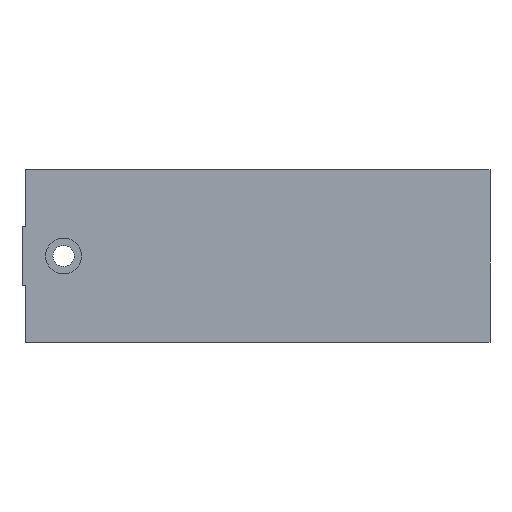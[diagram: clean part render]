
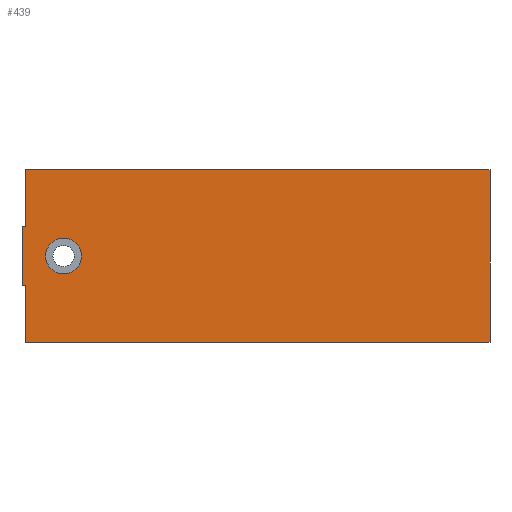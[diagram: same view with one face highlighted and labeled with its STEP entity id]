
A CAD part, top view. The second image highlights one B-rep face of the part: STEP entity #439.
In plain terms, the highlighted planar face has unit normal (0, 0, 1).
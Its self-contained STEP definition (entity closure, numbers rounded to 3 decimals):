
#22=CIRCLE('',#478,2.921);
#80=ORIENTED_EDGE('',*,*,#181,.T.);
#81=ORIENTED_EDGE('',*,*,#166,.F.);
#82=ORIENTED_EDGE('',*,*,#164,.F.);
#83=ORIENTED_EDGE('',*,*,#182,.T.);
#84=ORIENTED_EDGE('',*,*,#180,.F.);
#85=ORIENTED_EDGE('',*,*,#174,.F.);
#86=ORIENTED_EDGE('',*,*,#172,.F.);
#87=ORIENTED_EDGE('',*,*,#170,.F.);
#88=ORIENTED_EDGE('',*,*,#168,.F.);
#164=EDGE_CURVE('',#218,#219,#260,.T.);
#166=EDGE_CURVE('',#219,#220,#262,.T.);
#168=EDGE_CURVE('',#220,#221,#264,.T.);
#170=EDGE_CURVE('',#221,#222,#266,.T.);
#172=EDGE_CURVE('',#222,#223,#268,.T.);
#174=EDGE_CURVE('',#223,#224,#270,.T.);
#180=EDGE_CURVE('',#224,#226,#276,.T.);
#181=EDGE_CURVE('',#229,#229,#22,.T.);
#182=EDGE_CURVE('',#218,#226,#277,.T.);
#218=VERTEX_POINT('',#655);
#219=VERTEX_POINT('',#657);
#220=VERTEX_POINT('',#661);
#221=VERTEX_POINT('',#665);
#222=VERTEX_POINT('',#669);
#223=VERTEX_POINT('',#673);
#224=VERTEX_POINT('',#677);
#226=VERTEX_POINT('',#682);
#229=VERTEX_POINT('',#691);
#260=LINE('',#656,#314);
#262=LINE('',#660,#316);
#264=LINE('',#664,#318);
#266=LINE('',#668,#320);
#268=LINE('',#672,#322);
#270=LINE('',#676,#324);
#276=LINE('',#688,#330);
#277=LINE('',#692,#331);
#314=VECTOR('',#528,1000.);
#316=VECTOR('',#532,1000.);
#318=VECTOR('',#536,1000.);
#320=VECTOR('',#540,1000.);
#322=VECTOR('',#544,1000.);
#324=VECTOR('',#548,1000.);
#330=VECTOR('',#556,1000.);
#331=VECTOR('',#561,1000.);
#356=EDGE_LOOP('',(#80));
#357=EDGE_LOOP('',(#81,#82,#83,#84,#85,#86,#87,#88));
#386=FACE_BOUND('',#356,.T.);
#387=FACE_BOUND('',#357,.T.);
#416=PLANE('',#477);
#439=ADVANCED_FACE('',(#386,#387),#416,.F.);
#477=AXIS2_PLACEMENT_3D('',#689,#557,#558);
#478=AXIS2_PLACEMENT_3D('',#690,#559,#560);
#528=DIRECTION('',(-1.,0.,0.));
#532=DIRECTION('',(0.,1.,0.));
#536=DIRECTION('',(-1.,0.,0.));
#540=DIRECTION('',(0.,1.,0.));
#544=DIRECTION('',(1.,0.,0.));
#548=DIRECTION('',(0.,1.,0.));
#556=DIRECTION('',(1.,0.,0.));
#557=DIRECTION('',(0.,0.,-1.));
#558=DIRECTION('',(-1.,0.,0.));
#559=DIRECTION('',(0.,0.,-1.));
#560=DIRECTION('',(1.,0.,0.));
#561=DIRECTION('',(0.,1.,0.));
#655=CARTESIAN_POINT('',(75.913,0.203,0.));
#656=CARTESIAN_POINT('',(75.997,0.203,0.));
#657=CARTESIAN_POINT('',(0.203,0.203,0.));
#660=CARTESIAN_POINT('',(0.203,0.203,0.));
#661=CARTESIAN_POINT('',(0.203,9.411,0.));
#664=CARTESIAN_POINT('',(0.203,9.411,0.));
#665=CARTESIAN_POINT('',(-0.432,9.411,0.));
#668=CARTESIAN_POINT('',(-0.432,9.411,0.));
#669=CARTESIAN_POINT('',(-0.432,19.164,0.));
#672=CARTESIAN_POINT('',(-0.432,19.164,0.));
#673=CARTESIAN_POINT('',(0.203,19.164,0.));
#676=CARTESIAN_POINT('',(0.203,19.164,0.));
#677=CARTESIAN_POINT('',(0.203,28.372,0.));
#682=CARTESIAN_POINT('',(75.913,28.372,0.));
#688=CARTESIAN_POINT('',(0.203,28.372,0.));
#689=CARTESIAN_POINT('',(0.,0.,0.));
#690=CARTESIAN_POINT('',(6.35,14.288,0.));
#691=CARTESIAN_POINT('',(9.271,14.288,0.));
#692=CARTESIAN_POINT('',(75.913,0.,0.));
